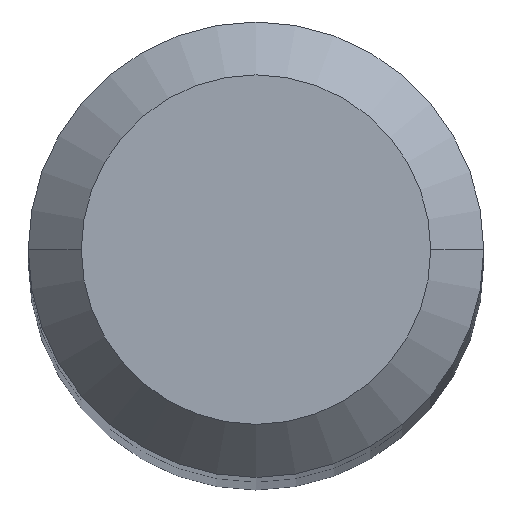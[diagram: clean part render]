
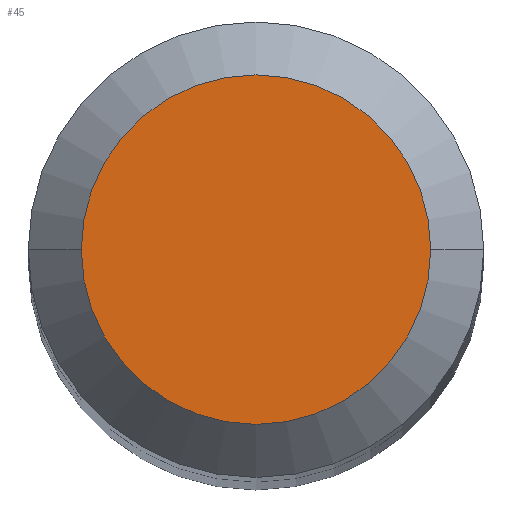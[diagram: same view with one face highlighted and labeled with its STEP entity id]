
A CAD part, top view. The second image highlights one B-rep face of the part: STEP entity #45.
In plain terms, the highlighted planar face has unit normal (0, 0, 1).
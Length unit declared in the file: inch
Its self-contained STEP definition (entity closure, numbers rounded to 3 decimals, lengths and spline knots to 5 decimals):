
#20 = PLANE ( 'NONE',  #322 ) ;
#45 = ADVANCED_FACE ( 'NONE', ( #277 ), #20, .F. ) ;
#47 = EDGE_LOOP ( 'NONE', ( #219, #202 ) ) ;
#50 = VERTEX_POINT ( 'NONE', #379 ) ;
#65 = DIRECTION ( 'NONE',  ( 0., 0., 1. ) ) ;
#68 = AXIS2_PLACEMENT_3D ( 'NONE', #386, #65, #191 ) ;
#109 = CIRCLE ( 'NONE', #68, 0.06595 ) ;
#135 = VERTEX_POINT ( 'NONE', #230 ) ;
#144 = DIRECTION ( 'NONE',  ( -1., 0., 0. ) ) ;
#149 = CARTESIAN_POINT ( 'NONE',  ( 0., 0., 0. ) ) ;
#189 = DIRECTION ( 'NONE',  ( 0., 0., -1. ) ) ;
#191 = DIRECTION ( 'NONE',  ( 1., 0., 0. ) ) ;
#201 = DIRECTION ( 'NONE',  ( 0., 0., 1. ) ) ;
#202 = ORIENTED_EDGE ( 'NONE', *, *, #360, .T. ) ;
#219 = ORIENTED_EDGE ( 'NONE', *, *, #250, .T. ) ;
#230 = CARTESIAN_POINT ( 'NONE',  ( -0.06595, 0., 0. ) ) ;
#247 = CIRCLE ( 'NONE', #266, 0.06595 ) ;
#250 = EDGE_CURVE ( 'NONE', #135, #50, #109, .T. ) ;
#266 = AXIS2_PLACEMENT_3D ( 'NONE', #368, #201, #378 ) ;
#277 = FACE_OUTER_BOUND ( 'NONE', #47, .T. ) ;
#322 = AXIS2_PLACEMENT_3D ( 'NONE', #149, #189, #144 ) ;
#360 = EDGE_CURVE ( 'NONE', #50, #135, #247, .T. ) ;
#368 = CARTESIAN_POINT ( 'NONE',  ( 0., 0., 0. ) ) ;
#378 = DIRECTION ( 'NONE',  ( 1., 0., 0. ) ) ;
#379 = CARTESIAN_POINT ( 'NONE',  ( 0.06595, 0., 0. ) ) ;
#386 = CARTESIAN_POINT ( 'NONE',  ( 0., 0., 0. ) ) ;
